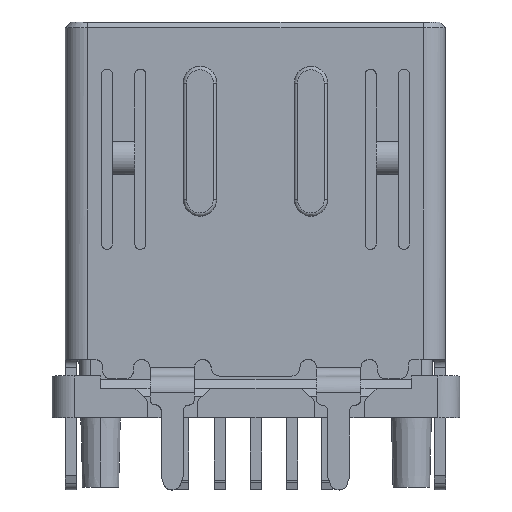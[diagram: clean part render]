
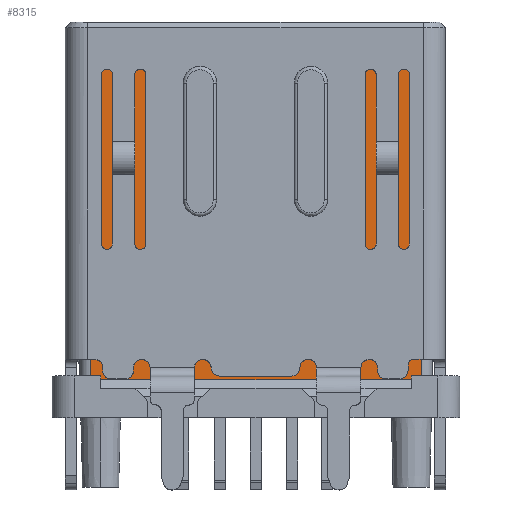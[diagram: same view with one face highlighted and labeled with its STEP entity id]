
A CAD part, top view. The second image highlights one B-rep face of the part: STEP entity #8315.
In plain terms, the highlighted face is planar.
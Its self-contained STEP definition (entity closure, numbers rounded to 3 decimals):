
#124 = CARTESIAN_POINT ( 'NONE',  ( 2.8, 0.7, -0.035 ) ) ;
#770 = EDGE_LOOP ( 'NONE', ( #10437, #19777, #5648, #16956, #22737, #24667, #3340, #10598, #21467, #13866, #25245, #26825, #12208, #6414 ) ) ;
#1074 = CARTESIAN_POINT ( 'NONE',  ( 1.825, 0.7, 2.99 ) ) ;
#1340 = VECTOR ( 'NONE', #22142, 1000. ) ;
#1449 = VECTOR ( 'NONE', #2255, 1000. ) ;
#1713 = VERTEX_POINT ( 'NONE', #13100 ) ;
#2133 = CARTESIAN_POINT ( 'NONE',  ( -1.825, 0.7, 2.99 ) ) ;
#2254 = VERTEX_POINT ( 'NONE', #6909 ) ;
#2255 = DIRECTION ( 'NONE',  ( 0., 0., 1. ) ) ;
#2544 = CARTESIAN_POINT ( 'NONE',  ( -2.975, 0.7, 0. ) ) ;
#3340 = ORIENTED_EDGE ( 'NONE', *, *, #19756, .F. ) ;
#3618 = VECTOR ( 'NONE', #14705, 1000. ) ;
#4014 = CARTESIAN_POINT ( 'NONE',  ( -2.8, 0.7, -0.035 ) ) ;
#4358 = DIRECTION ( 'NONE',  ( 0., 0., -1. ) ) ;
#4421 = CARTESIAN_POINT ( 'NONE',  ( -1.892, 0.7, 3.057 ) ) ;
#4690 = DIRECTION ( 'NONE',  ( 0., 0., 1. ) ) ;
#5180 = CARTESIAN_POINT ( 'NONE',  ( -1.825, 0.7, -0.035 ) ) ;
#5293 = B_SPLINE_CURVE_WITH_KNOTS ( 'NONE', 3,
 ( #22244, #11776, #13893, #1074 ),
 .UNSPECIFIED., .F., .F.,
 ( 4, 4 ),
 ( 0., 1. ),
 .UNSPECIFIED. ) ;
#5648 = ORIENTED_EDGE ( 'NONE', *, *, #9082, .F. ) ;
#6059 = EDGE_CURVE ( 'NONE', #25677, #10358, #9669, .T. ) ;
#6068 = VECTOR ( 'NONE', #8308, 1000. ) ;
#6109 = CARTESIAN_POINT ( 'NONE',  ( 0., 0.7, -3.19 ) ) ;
#6414 = ORIENTED_EDGE ( 'NONE', *, *, #23448, .F. ) ;
#6597 = CARTESIAN_POINT ( 'NONE',  ( -1.825, 0.7, 2.99 ) ) ;
#6625 = CARTESIAN_POINT ( 'NONE',  ( 3.094, 0.7, -3.389 ) ) ;
#6702 = VERTEX_POINT ( 'NONE', #8298 ) ;
#6909 = CARTESIAN_POINT ( 'NONE',  ( 2.8, 0.7, -3.26 ) ) ;
#7134 = LINE ( 'NONE', #124, #1449 ) ;
#7319 = CARTESIAN_POINT ( 'NONE',  ( 0., 0.7, -1.81 ) ) ;
#7542 = EDGE_CURVE ( 'NONE', #6702, #2254, #13807, .T. ) ;
#8298 = CARTESIAN_POINT ( 'NONE',  ( -2.8, 0.7, -3.26 ) ) ;
#8308 = DIRECTION ( 'NONE',  ( -1., 0., 0. ) ) ;
#8315 = ADVANCED_FACE ( 'NONE', ( #14782 ), #19321, .T. ) ;
#8701 = VERTEX_POINT ( 'NONE', #23224 ) ;
#8953 = CARTESIAN_POINT ( 'NONE',  ( -1.825, 0.7, -1.81 ) ) ;
#9082 = EDGE_CURVE ( 'NONE', #14542, #25977, #12446, .T. ) ;
#9293 = LINE ( 'NONE', #10418, #3618 ) ;
#9379 = EDGE_CURVE ( 'NONE', #12080, #15030, #12086, .T. ) ;
#9669 = LINE ( 'NONE', #6109, #20256 ) ;
#9853 = EDGE_CURVE ( 'NONE', #1713, #8701, #5293, .T. ) ;
#10033 = VECTOR ( 'NONE', #27078, 1000. ) ;
#10194 = EDGE_CURVE ( 'NONE', #15030, #14542, #18126, .T. ) ;
#10252 = CARTESIAN_POINT ( 'NONE',  ( 1.825, 0.7, -0.035 ) ) ;
#10358 = VERTEX_POINT ( 'NONE', #15703 ) ;
#10388 = LINE ( 'NONE', #4014, #21586 ) ;
#10418 = CARTESIAN_POINT ( 'NONE',  ( 0., 0.7, -3.19 ) ) ;
#10437 = ORIENTED_EDGE ( 'NONE', *, *, #10665, .F. ) ;
#10598 = ORIENTED_EDGE ( 'NONE', *, *, #9853, .F. ) ;
#10665 = EDGE_CURVE ( 'NONE', #16495, #13375, #9293, .T. ) ;
#10933 = DIRECTION ( 'NONE',  ( -1., 0., 0. ) ) ;
#10982 = EDGE_CURVE ( 'NONE', #13447, #1713, #23816, .T. ) ;
#11708 = DIRECTION ( 'NONE',  ( -1., 0., 0. ) ) ;
#11776 = CARTESIAN_POINT ( 'NONE',  ( 1.958, 0.7, 3.123 ) ) ;
#12080 = VERTEX_POINT ( 'NONE', #8953 ) ;
#12086 = LINE ( 'NONE', #5180, #1340 ) ;
#12208 = ORIENTED_EDGE ( 'NONE', *, *, #7542, .F. ) ;
#12399 = CARTESIAN_POINT ( 'NONE',  ( -2.8, 0.7, -3.19 ) ) ;
#12446 = LINE ( 'NONE', #18875, #6068 ) ;
#12498 = EDGE_CURVE ( 'NONE', #13447, #10358, #18164, .T. ) ;
#12734 = VECTOR ( 'NONE', #22108, 1000. ) ;
#13100 = CARTESIAN_POINT ( 'NONE',  ( 2.025, 0.7, 3.19 ) ) ;
#13375 = VERTEX_POINT ( 'NONE', #12399 ) ;
#13447 = VERTEX_POINT ( 'NONE', #14777 ) ;
#13807 = LINE ( 'NONE', #24603, #18743 ) ;
#13866 = ORIENTED_EDGE ( 'NONE', *, *, #12498, .T. ) ;
#13893 = CARTESIAN_POINT ( 'NONE',  ( 1.892, 0.7, 3.057 ) ) ;
#14059 = EDGE_CURVE ( 'NONE', #16495, #25977, #22043, .T. ) ;
#14271 = CARTESIAN_POINT ( 'NONE',  ( 1.825, 0.7, -1.81 ) ) ;
#14430 = EDGE_CURVE ( 'NONE', #2254, #25677, #7134, .T. ) ;
#14542 = VERTEX_POINT ( 'NONE', #23755 ) ;
#14705 = DIRECTION ( 'NONE',  ( 1., 0., 0. ) ) ;
#14777 = CARTESIAN_POINT ( 'NONE',  ( 2.975, 0.7, 3.19 ) ) ;
#14782 = FACE_OUTER_BOUND ( 'NONE', #770, .T. ) ;
#15030 = VERTEX_POINT ( 'NONE', #2133 ) ;
#15410 = CARTESIAN_POINT ( 'NONE',  ( 2.8, 0.7, -3.19 ) ) ;
#15681 = LINE ( 'NONE', #10252, #10033 ) ;
#15703 = CARTESIAN_POINT ( 'NONE',  ( 2.975, 0.7, -3.19 ) ) ;
#16495 = VERTEX_POINT ( 'NONE', #24973 ) ;
#16498 = VECTOR ( 'NONE', #4690, 1000. ) ;
#16793 = DIRECTION ( 'NONE',  ( 0., 0., -1. ) ) ;
#16956 = ORIENTED_EDGE ( 'NONE', *, *, #10194, .F. ) ;
#17192 = CARTESIAN_POINT ( 'NONE',  ( -1.958, 0.7, 3.123 ) ) ;
#17642 = LINE ( 'NONE', #7319, #12734 ) ;
#18032 = AXIS2_PLACEMENT_3D ( 'NONE', #6625, #23555, #10933 ) ;
#18126 = B_SPLINE_CURVE_WITH_KNOTS ( 'NONE', 3,
 ( #6597, #4421, #17192, #21393 ),
 .UNSPECIFIED., .F., .F.,
 ( 4, 4 ),
 ( 0., 1. ),
 .UNSPECIFIED. ) ;
#18164 = LINE ( 'NONE', #19223, #24394 ) ;
#18248 = VECTOR ( 'NONE', #11708, 1000. ) ;
#18367 = DIRECTION ( 'NONE',  ( 1., 0., 0. ) ) ;
#18743 = VECTOR ( 'NONE', #18367, 1000. ) ;
#18875 = CARTESIAN_POINT ( 'NONE',  ( 0., 0.7, 3.19 ) ) ;
#19223 = CARTESIAN_POINT ( 'NONE',  ( 2.975, 0.7, 0. ) ) ;
#19321 = PLANE ( 'NONE',  #18032 ) ;
#19756 = EDGE_CURVE ( 'NONE', #8701, #27175, #15681, .T. ) ;
#19777 = ORIENTED_EDGE ( 'NONE', *, *, #14059, .T. ) ;
#20143 = EDGE_CURVE ( 'NONE', #27175, #12080, #17642, .T. ) ;
#20256 = VECTOR ( 'NONE', #20906, 1000. ) ;
#20906 = DIRECTION ( 'NONE',  ( 1., 0., 0. ) ) ;
#21393 = CARTESIAN_POINT ( 'NONE',  ( -2.025, 0.7, 3.19 ) ) ;
#21467 = ORIENTED_EDGE ( 'NONE', *, *, #10982, .F. ) ;
#21586 = VECTOR ( 'NONE', #16793, 1000. ) ;
#22043 = LINE ( 'NONE', #2544, #16498 ) ;
#22108 = DIRECTION ( 'NONE',  ( -1., 0., 0. ) ) ;
#22142 = DIRECTION ( 'NONE',  ( 0., 0., 1. ) ) ;
#22244 = CARTESIAN_POINT ( 'NONE',  ( 2.025, 0.7, 3.19 ) ) ;
#22737 = ORIENTED_EDGE ( 'NONE', *, *, #9379, .F. ) ;
#23224 = CARTESIAN_POINT ( 'NONE',  ( 1.825, 0.7, 2.99 ) ) ;
#23448 = EDGE_CURVE ( 'NONE', #13375, #6702, #10388, .T. ) ;
#23555 = DIRECTION ( 'NONE',  ( 0., 1., 0. ) ) ;
#23755 = CARTESIAN_POINT ( 'NONE',  ( -2.025, 0.7, 3.19 ) ) ;
#23816 = LINE ( 'NONE', #24196, #18248 ) ;
#24196 = CARTESIAN_POINT ( 'NONE',  ( 0., 0.7, 3.19 ) ) ;
#24394 = VECTOR ( 'NONE', #4358, 1000. ) ;
#24603 = CARTESIAN_POINT ( 'NONE',  ( 0., 0.7, -3.26 ) ) ;
#24667 = ORIENTED_EDGE ( 'NONE', *, *, #20143, .F. ) ;
#24973 = CARTESIAN_POINT ( 'NONE',  ( -2.975, 0.7, -3.19 ) ) ;
#25245 = ORIENTED_EDGE ( 'NONE', *, *, #6059, .F. ) ;
#25677 = VERTEX_POINT ( 'NONE', #15410 ) ;
#25977 = VERTEX_POINT ( 'NONE', #27108 ) ;
#26825 = ORIENTED_EDGE ( 'NONE', *, *, #14430, .F. ) ;
#27078 = DIRECTION ( 'NONE',  ( 0., 0., -1. ) ) ;
#27108 = CARTESIAN_POINT ( 'NONE',  ( -2.975, 0.7, 3.19 ) ) ;
#27175 = VERTEX_POINT ( 'NONE', #14271 ) ;
